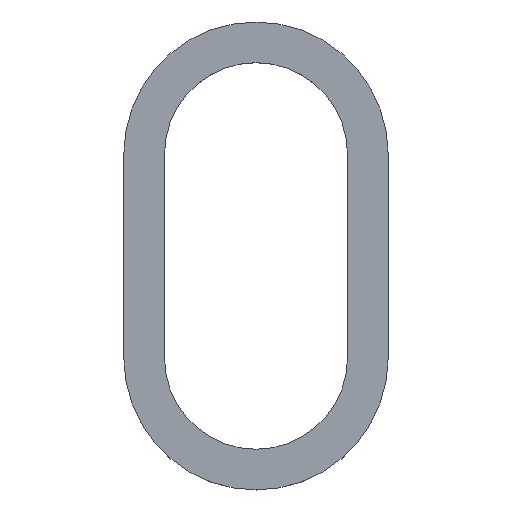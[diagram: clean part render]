
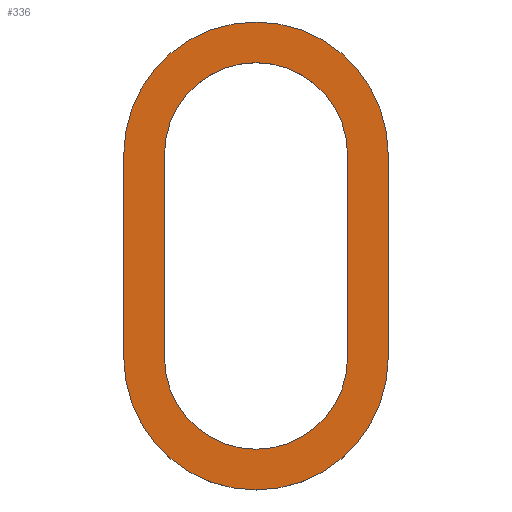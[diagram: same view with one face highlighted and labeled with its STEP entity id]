
A CAD part, top view. The second image highlights one B-rep face of the part: STEP entity #336.
In plain terms, the highlighted planar face has unit normal (0, 0, 1).
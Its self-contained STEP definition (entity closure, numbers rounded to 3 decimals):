
#22=FACE_BOUND('',#86,.T.);
#34=PLANE('',#392);
#56=FACE_OUTER_BOUND('',#85,.T.);
#85=EDGE_LOOP('',(#297,#298,#299,#300));
#86=EDGE_LOOP('',(#301,#302,#303,#304));
#93=LINE('',#547,#115);
#98=LINE('',#561,#120);
#101=LINE('',#571,#123);
#106=LINE('',#585,#128);
#115=VECTOR('',#451,10.);
#120=VECTOR('',#464,10.);
#123=VECTOR('',#475,10.);
#128=VECTOR('',#488,10.);
#143=CIRCLE('',#377,27.);
#145=CIRCLE('',#381,27.);
#147=CIRCLE('',#385,39.);
#149=CIRCLE('',#389,39.);
#163=VERTEX_POINT('',#545);
#164=VERTEX_POINT('',#546);
#167=VERTEX_POINT('',#554);
#169=VERTEX_POINT('',#560);
#171=VERTEX_POINT('',#569);
#172=VERTEX_POINT('',#570);
#175=VERTEX_POINT('',#578);
#177=VERTEX_POINT('',#584);
#197=EDGE_CURVE('',#163,#164,#93,.T.);
#201=EDGE_CURVE('',#167,#163,#143,.T.);
#204=EDGE_CURVE('',#169,#167,#98,.T.);
#207=EDGE_CURVE('',#164,#169,#145,.T.);
#209=EDGE_CURVE('',#171,#172,#101,.T.);
#213=EDGE_CURVE('',#175,#172,#147,.T.);
#216=EDGE_CURVE('',#177,#175,#106,.T.);
#219=EDGE_CURVE('',#171,#177,#149,.T.);
#297=ORIENTED_EDGE('',*,*,#219,.F.);
#298=ORIENTED_EDGE('',*,*,#209,.T.);
#299=ORIENTED_EDGE('',*,*,#213,.F.);
#300=ORIENTED_EDGE('',*,*,#216,.F.);
#301=ORIENTED_EDGE('',*,*,#207,.F.);
#302=ORIENTED_EDGE('',*,*,#197,.F.);
#303=ORIENTED_EDGE('',*,*,#201,.F.);
#304=ORIENTED_EDGE('',*,*,#204,.F.);
#336=ADVANCED_FACE('',(#56,#22),#34,.F.);
#377=AXIS2_PLACEMENT_3D('',#555,#457,#458);
#381=AXIS2_PLACEMENT_3D('',#566,#469,#470);
#385=AXIS2_PLACEMENT_3D('',#579,#481,#482);
#389=AXIS2_PLACEMENT_3D('',#590,#493,#494);
#392=AXIS2_PLACEMENT_3D('',#593,#499,#500);
#451=DIRECTION('',(0.,-1.,0.));
#457=DIRECTION('center_axis',(0.,0.,1.));
#458=DIRECTION('ref_axis',(1.,0.,0.));
#464=DIRECTION('',(0.,1.,0.));
#469=DIRECTION('center_axis',(0.,0.,1.));
#470=DIRECTION('ref_axis',(1.,0.,0.));
#475=DIRECTION('',(0.,1.,0.));
#481=DIRECTION('center_axis',(0.,0.,-1.));
#482=DIRECTION('ref_axis',(1.,0.,0.));
#488=DIRECTION('',(0.,1.,0.));
#493=DIRECTION('center_axis',(0.,0.,-1.));
#494=DIRECTION('ref_axis',(1.,0.,0.));
#499=DIRECTION('center_axis',(0.,0.,-1.));
#500=DIRECTION('ref_axis',(1.,0.,0.));
#545=CARTESIAN_POINT('',(-27.,0.,32.146));
#546=CARTESIAN_POINT('',(-27.,-60.,32.146));
#547=CARTESIAN_POINT('',(-27.,-60.,32.146));
#554=CARTESIAN_POINT('',(27.,0.,32.146));
#555=CARTESIAN_POINT('Origin',(0.,0.,32.146));
#560=CARTESIAN_POINT('',(27.,-60.,32.146));
#561=CARTESIAN_POINT('',(27.,-27.445,32.146));
#566=CARTESIAN_POINT('Origin',(0.,-60.,32.146));
#569=CARTESIAN_POINT('',(39.,-60.,32.146));
#570=CARTESIAN_POINT('',(39.,0.,32.146));
#571=CARTESIAN_POINT('',(39.,-21.,32.146));
#578=CARTESIAN_POINT('',(-39.,0.,32.146));
#579=CARTESIAN_POINT('Origin',(0.,0.,32.146));
#584=CARTESIAN_POINT('',(-39.,-60.,32.146));
#585=CARTESIAN_POINT('',(-39.,-60.,32.146));
#590=CARTESIAN_POINT('Origin',(0.,-60.,32.146));
#593=CARTESIAN_POINT('Origin',(0.,-30.,32.146));
